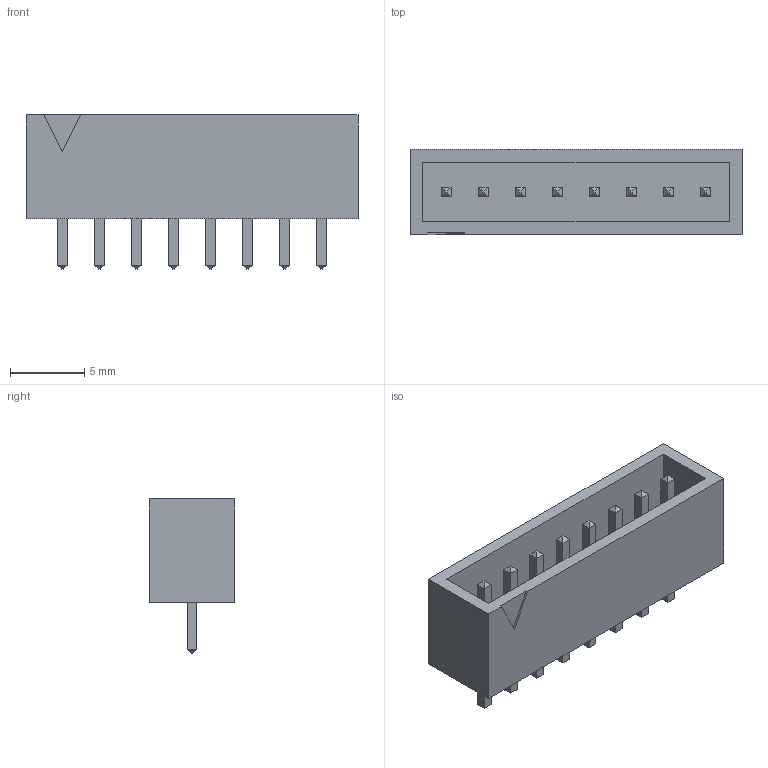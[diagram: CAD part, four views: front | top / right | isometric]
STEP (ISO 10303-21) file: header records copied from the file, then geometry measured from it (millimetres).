
FILE_DESCRIPTION(('FreeCAD Model'),'2;1');
FILE_NAME('248537.2.1.stp','2020-09-05T10:17:49',( 'Author'),(''),'Open CASCADE STEP processor 6.9','FreeCAD','Unknown' );
FILE_SCHEMA(('AUTOMOTIVE_DESIGN { 1 0 10303 214 1 1 1 1 }'));
Length unit declared in the file: millimetre
Products named in the file (3): ASSEMBLY; Body; LeadsArray
Assembly tree (2 placements, depth 2):
  ASSEMBLY
    Body
    LeadsArray
Bounding box: 22.4 x 5.75 x 10.4 mm (x, y, z)
Volume: 555.7 mm3; surface area: 1088.5 mm2
Topology: 9 solids, 9 shells, 126 faces, 257 edges, 150 vertices
Faces by surface type: plane 126
Entity records: 6605 total; most frequent: CARTESIAN_POINT 1050, DIRECTION 1029, LINE 771, VECTOR 771, ORIENTED_EDGE 514, PCURVE 514, DEFINITIONAL_REPRESENTATION 514, EDGE_CURVE 257
